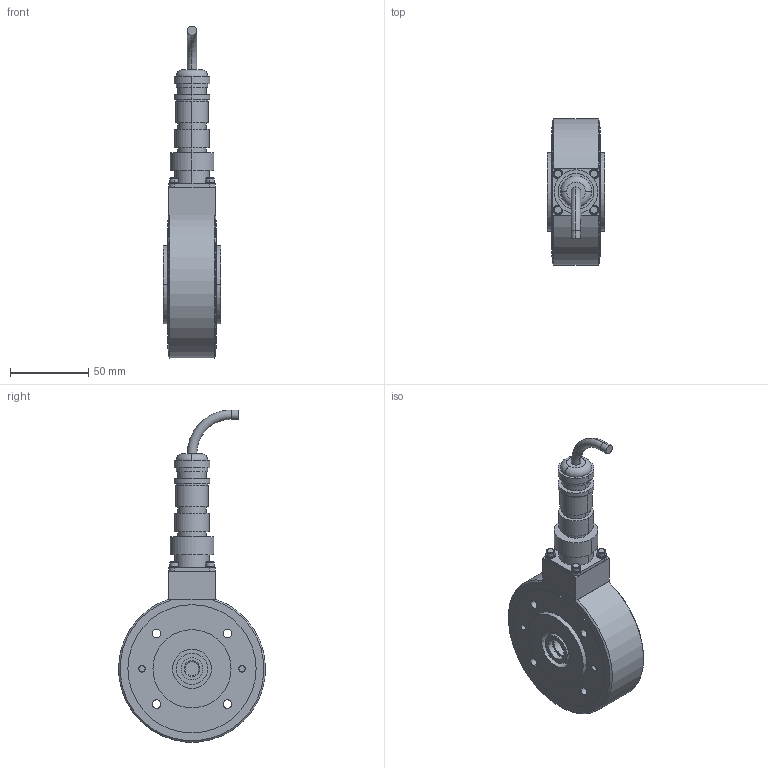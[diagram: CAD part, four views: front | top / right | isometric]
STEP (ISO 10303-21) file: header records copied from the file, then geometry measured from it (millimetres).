
FILE_DESCRIPTION((''),'2;1');
FILE_NAME('50063.stp','2007-09-21T11:23:42',(''),(''),'Mechanical Desktop 2007','Mechanical Desktop 2007',', , ');
FILE_SCHEMA(('CONFIG_CONTROL_DESIGN'));
Length unit declared in the file: millimetre
Products named in the file (25): L50063; L4900504; L49012; TEIL1AAA; L49013; TEIL1AA; L4340304; TEIL1; V_RING_V14A; V_RING_V14AA; I-6KT_SCHRAUBE_M5X25_NK; I-6KT_SCHRAUBE_M5X25_NKA; I-6KT_SCHRAUBE_M3X25; I-6KT_SCHRAUBE_M3X25A; L49026; TEIL1A; FEDERRING_M3A; FEDERRING_M3; SICHERUNGSRINGV_J26A; SICHERUNGSRINGV_J26; PENDELKUGELLAGER_129TV; PENDELKUGELLAGER_129TVA; KABELDOSE_PG_AMPH_4-POL; KABELDOSE_PG_AMPH_4-POLA; Flanschdose_14S-2P 4-polig
Assembly tree (32 placements, depth 3):
  L50063
    L4900504
    L49012
      TEIL1AAA
    L49013
      TEIL1AA
    L4340304  x2
      TEIL1
    V_RING_V14A
      V_RING_V14AA
    I-6KT_SCHRAUBE_M5X25_NK  x2
      I-6KT_SCHRAUBE_M5X25_NKA
    I-6KT_SCHRAUBE_M3X25  x4
      I-6KT_SCHRAUBE_M3X25A
    L49026
      TEIL1A
    FEDERRING_M3A  x4
      FEDERRING_M3
    SICHERUNGSRINGV_J26A
      SICHERUNGSRINGV_J26
    PENDELKUGELLAGER_129TV
      PENDELKUGELLAGER_129TVA
    KABELDOSE_PG_AMPH_4-POL
      KABELDOSE_PG_AMPH_4-POLA
    Flanschdose_14S-2P 4-polig
Bounding box: 37 x 93.89 x 212.33 mm (x, y, z)
Volume: 248471.9 mm3; surface area: 89226.7 mm2
Topology: 20 solids, 20 shells, 378 faces, 887 edges, 590 vertices
Faces by surface type: cylinder 231, plane 101, torus 24, cone 20, bspline 2
Entity records: 9538 total; most frequent: CARTESIAN_POINT 1770, DIRECTION 1749, ORIENTED_EDGE 1372, AXIS2_PLACEMENT_3D 754, EDGE_CURVE 686, VERTEX_POINT 456, CIRCLE 434, EDGE_LOOP 416
